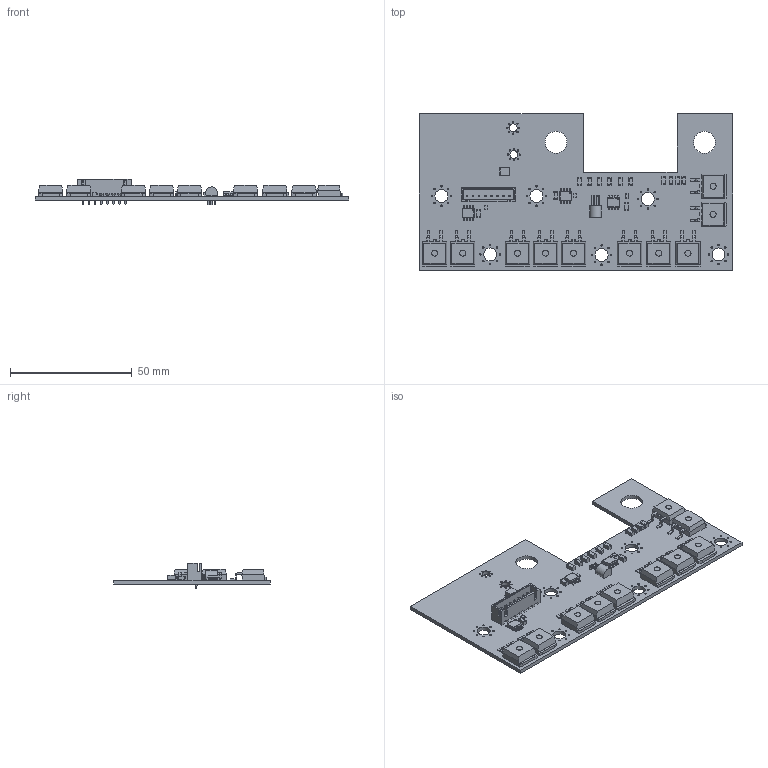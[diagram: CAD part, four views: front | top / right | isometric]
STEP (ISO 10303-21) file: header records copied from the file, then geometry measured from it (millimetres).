
FILE_DESCRIPTION(('KiCad electronic assembly'),'2;1');
FILE_NAME('Spotwelderix.step','2021-01-31T19:31:20',('An Author'),( 'A Company'),'Open CASCADE STEP processor 6.9', 'KiCad to STEP converter','Unknown');
FILE_SCHEMA(('AUTOMOTIVE_DESIGN { 1 0 10303 214 1 1 1 1 }'));
Length unit declared in the file: millimetre
Products named in the file (16): Open CASCADE STEP translator 6.9 1; C_1206_3216Metric; SOLID; R_0805_2012Metric; IXDD604SIA; COMPOUND; TO-263-2; JST_XH_B8B-XH-A_1x08_P2.50mm_Vertical; WSK1216L5000FEA; TO-92_Inline_Horizontal1
Assembly tree (40 placements, depth 3):
  Open CASCADE STEP translator 6.9 1
    C_1206_3216Metric  x13
      SOLID
    R_0805_2012Metric  x3
      SOLID
    IXDD604SIA  x3
      COMPOUND
    TO-263-2  x10
      SOLID
    JST_XH_B8B-XH-A_1x08_P2.50mm_Vertical
      SOLID
    WSK1216L5000FEA
      COMPOUND
    TO-92_Inline_Horizontal1
      SOLID
    COMPOUND
Bounding box: 128.5 x 64.25 x 10.6 mm (x, y, z)
Volume: 16010.7 mm3; surface area: 21163.1 mm2
Topology: 61 solids, 61 shells, 1985 faces, 5155 edges, 3380 vertices
Faces by surface type: plane 1523, cylinder 462
Full cylindrical faces by diameter (mm): 0.487 x3, 0.5 x16, 0.6 x48, 0.75 x3, 0.95 x8, 2.5 x10, 3.2 x2, 5.3 x6, 9.01 x2
Entity records: 46048 total; most frequent: CARTESIAN_POINT 8383, DIRECTION 6483, LINE 4419, VECTOR 4419, ORIENTED_EDGE 3358, PCURVE 3358, DEFINITIONAL_REPRESENTATION 3358, EDGE_CURVE 1679
